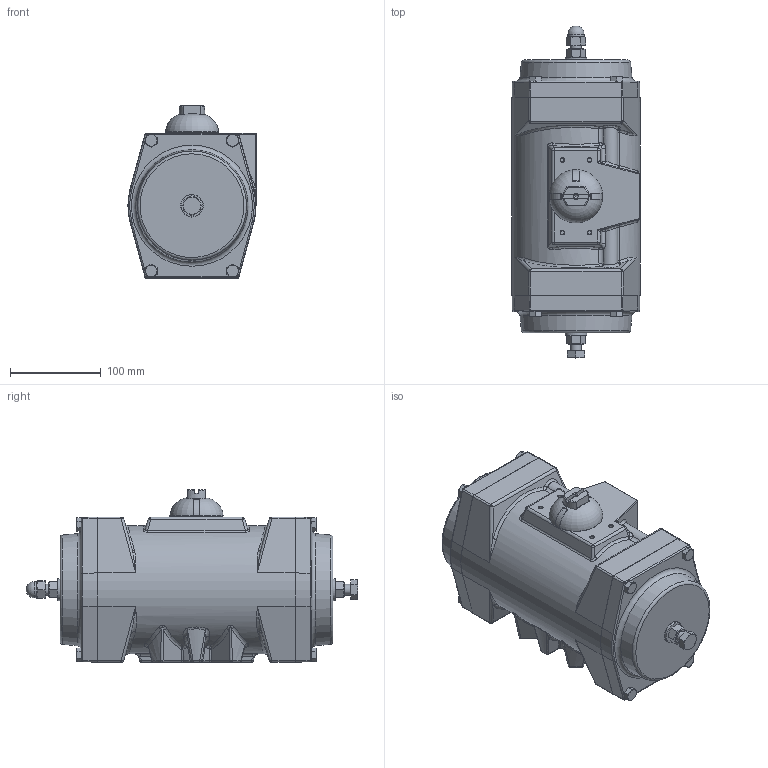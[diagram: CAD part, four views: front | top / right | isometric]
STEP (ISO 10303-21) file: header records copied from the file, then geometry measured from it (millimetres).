
FILE_DESCRIPTION(/* description */ ('Unknown'),/* implementation_level */ '2;1');
FILE_NAME(/* name */ 'GTS-127X90',/* time_stamp */ '2018-10-01T14:57:54+02:00',/* author */ ('Unknown'),/* organization */ ('Unknown'),/* preprocessor_version */ 'ST-DEVELOPER v16.7',/* originating_system */ 'DEX',/* authorisation */ $);
FILE_SCHEMA (('AUTOMOTIVE_DESIGN {1 0 10303 214 3 1 1}'));
Length unit declared in the file: millimetre
Products named in the file (1): GTS-127X90
Bounding box: 141.5 x 366.2 x 190.2 mm (x, y, z)
Surface area: 252195.2 mm2 (no closed solid volume)
Topology: 0 solids, 36 shells, 767 faces, 2072 edges, 1268 vertices
Faces by surface type: plane 221, bspline 185, cylinder 148, cone 148, torus 40, sphere 25
Full cylindrical faces by diameter (mm): 4.134 x9, 6.647 x4, 8 x1, 8.376 x4, 11.445 x2, 12 x2, 18 x1, 24 x3, 28 x1, 28.5 x1, 39.8 x1, 50 x1, 53.3 x1
Entity records: 29590 total; most frequent: CARTESIAN_POINT 12922, ORIENTED_EDGE 3380, DIRECTION 2951, EDGE_CURVE 1859, VERTEX_POINT 1214, AXIS2_PLACEMENT_3D 1189, FACE_BOUND 921, EDGE_LOOP 906
